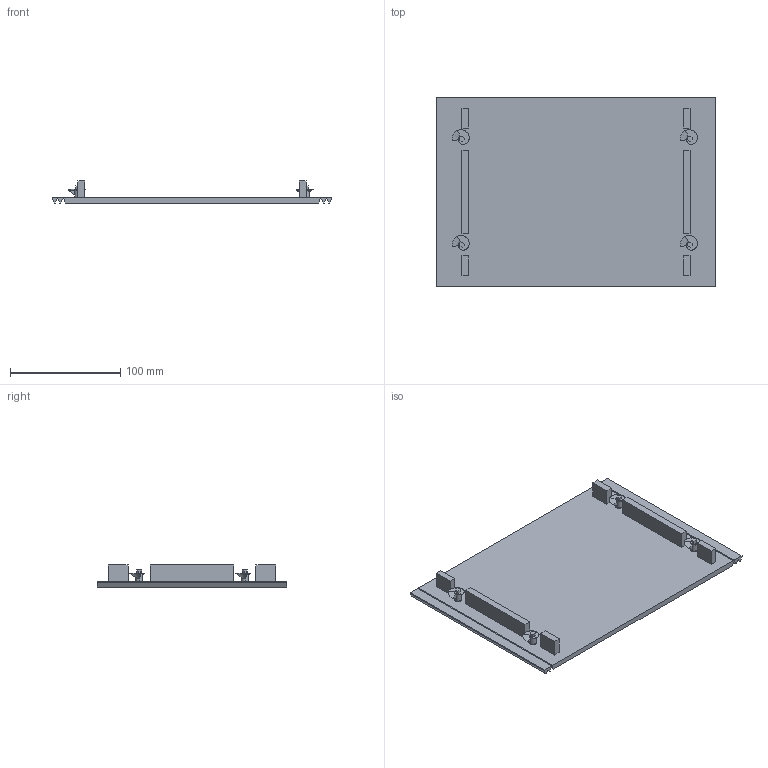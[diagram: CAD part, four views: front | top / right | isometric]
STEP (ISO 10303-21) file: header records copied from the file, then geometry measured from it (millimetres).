
FILE_DESCRIPTION (( 'STEP AP214' ), '1' );
FILE_NAME ('assmebledv0.2.1.STEP', '2025-07-21T19:11:13', ( '' ), ( '' ), 'SwSTEP 2.0', 'SolidWorks 2023', '' );
FILE_SCHEMA (( 'AUTOMOTIVE_DESIGN' ));
Length unit declared in the file: millimetre
Products named in the file (3): plate_with_holes; assmebledv0.2.1; screw_pin
Assembly tree (5 placements, depth 2):
  assmebledv0.2.1
    plate_with_holes
    screw_pin  x4
Bounding box: 254 x 172 x 20 mm (x, y, z)
Volume: 232189.8 mm3; surface area: 105079.6 mm2
Topology: 5 solids, 5 shells, 148 faces, 348 edges, 220 vertices
Faces by surface type: plane 96, cone 32, cylinder 12, bspline 8
Entity records: 3205 total; most frequent: CARTESIAN_POINT 975, ORIENTED_EDGE 450, DIRECTION 408, EDGE_CURVE 225, LINE 188, VECTOR 188, VERTEX_POINT 145, AXIS2_PLACEMENT_3D 110
